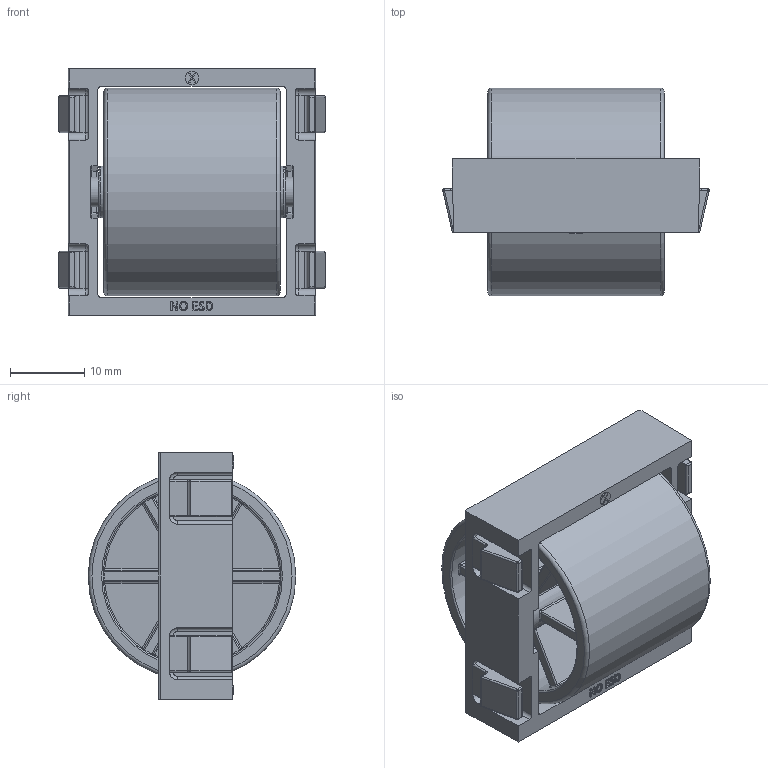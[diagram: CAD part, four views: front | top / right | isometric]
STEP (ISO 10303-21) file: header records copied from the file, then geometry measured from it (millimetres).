
FILE_DESCRIPTION(/* description */ ('KriTec Rollenelement mit Rolle R28, L33mm, schwarz'),/* implementation_level */ '2;1');
FILE_NAME(/* name */ '13296_KriTec_Rollenelement_mit_Rolle_R28_L33mm_schwarz.stp',/* time_stamp */ '2018-06-21T12:24:55+02:00',/* author */ ('Daschevski'),/* organization */ (''),/* preprocessor_version */ 'ST-DEVELOPER v16.1',/* originating_system */ 'Autodesk Inventor 2016',/* authorisation */ '');
FILE_SCHEMA (('AUTOMOTIVE_DESIGN { 1 0 10303 214 3 1 1 }'));
Length unit declared in the file: millimetre
Products named in the file (1): 13296_KriTec_Rollenelement_mit_Rolle_R28_L33mm_schwarz
Bounding box: 35.9 x 28 x 33.3 mm (x, y, z)
Volume: 9959.3 mm3; surface area: 11702.2 mm2
Topology: 3 solids, 3 shells, 807 faces, 1995 edges, 1149 vertices
Faces by surface type: plane 286, cylinder 233, bspline 140, sphere 76, torus 70, cone 2
Full cylindrical faces by diameter (mm): 1.8 x1, 3 x1, 4 x1, 4.2 x1, 7 x2, 24 x2, 28 x1
Entity records: 28164 total; most frequent: CARTESIAN_POINT 9357, ORIENTED_EDGE 3814, DIRECTION 3627, EDGE_CURVE 1907, AXIS2_PLACEMENT_3D 1310, VERTEX_POINT 1144, LINE 1007, VECTOR 1007
